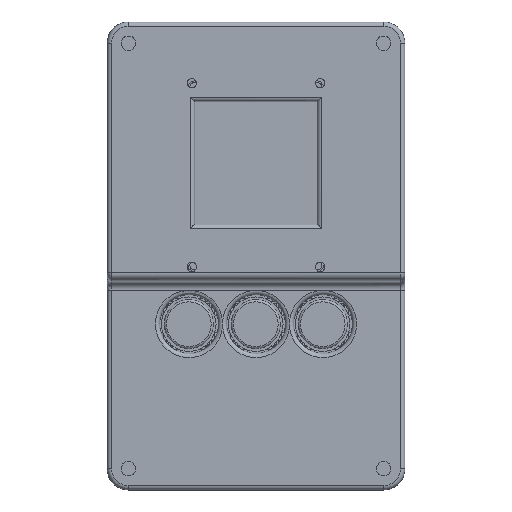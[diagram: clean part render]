
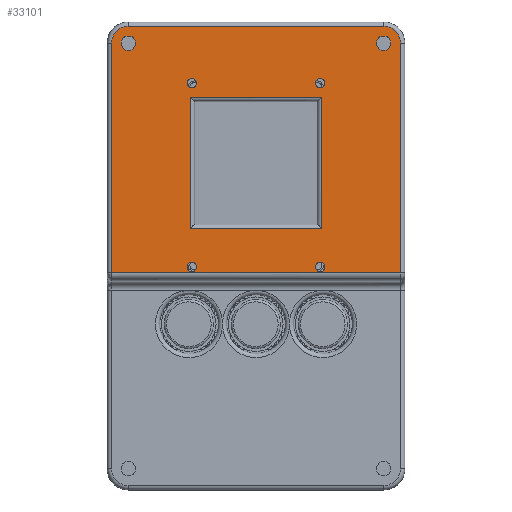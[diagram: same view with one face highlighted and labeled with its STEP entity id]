
A CAD part, top view. The second image highlights one B-rep face of the part: STEP entity #33101.
In plain terms, the highlighted planar face has unit normal (0, 0, 1).
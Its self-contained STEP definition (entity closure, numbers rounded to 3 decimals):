
#645=FACE_BOUND('',#5802,.T.);
#646=FACE_BOUND('',#5803,.T.);
#647=FACE_BOUND('',#5804,.T.);
#648=FACE_BOUND('',#5805,.T.);
#649=FACE_BOUND('',#5806,.T.);
#650=FACE_BOUND('',#5807,.T.);
#651=FACE_BOUND('',#5808,.T.);
#1607=CIRCLE('',#36372,4.);
#1622=CIRCLE('',#36395,4.);
#1623=CIRCLE('',#36397,1.1);
#1624=CIRCLE('',#36398,1.1);
#1625=CIRCLE('',#36399,1.1);
#1626=CIRCLE('',#36400,1.1);
#1627=CIRCLE('',#36401,1.7);
#1628=CIRCLE('',#36402,1.7);
#3884=FACE_OUTER_BOUND('',#5801,.T.);
#5801=EDGE_LOOP('',(#29344,#29345,#29346,#29347,#29348,#29349));
#5802=EDGE_LOOP('',(#29350,#29351,#29352,#29353));
#5803=EDGE_LOOP('',(#29354));
#5804=EDGE_LOOP('',(#29355));
#5805=EDGE_LOOP('',(#29356));
#5806=EDGE_LOOP('',(#29357));
#5807=EDGE_LOOP('',(#29358));
#5808=EDGE_LOOP('',(#29359));
#9421=LINE('',#55335,#13046);
#9424=LINE('',#55350,#13049);
#9432=LINE('',#55777,#13057);
#9433=LINE('',#55811,#13058);
#9435=LINE('',#55816,#13060);
#9436=LINE('',#55818,#13061);
#9437=LINE('',#55820,#13062);
#9438=LINE('',#55821,#13063);
#13046=VECTOR('',#45304,10.);
#13049=VECTOR('',#45321,10.);
#13057=VECTOR('',#45365,10.);
#13058=VECTOR('',#45372,10.);
#13060=VECTOR('',#45376,10.);
#13061=VECTOR('',#45377,10.);
#13062=VECTOR('',#45378,10.);
#13063=VECTOR('',#45379,10.);
#16260=VERTEX_POINT('',#55332);
#16261=VERTEX_POINT('',#55334);
#16263=VERTEX_POINT('',#55340);
#16265=VERTEX_POINT('',#55346);
#16279=VERTEX_POINT('',#55719);
#16281=VERTEX_POINT('',#55773);
#16283=VERTEX_POINT('',#55814);
#16284=VERTEX_POINT('',#55815);
#16285=VERTEX_POINT('',#55817);
#16286=VERTEX_POINT('',#55819);
#16287=VERTEX_POINT('',#55822);
#16288=VERTEX_POINT('',#55824);
#16289=VERTEX_POINT('',#55826);
#16290=VERTEX_POINT('',#55828);
#16291=VERTEX_POINT('',#55830);
#16292=VERTEX_POINT('',#55832);
#20830=EDGE_CURVE('',#16260,#16261,#9421,.T.);
#20835=EDGE_CURVE('',#16261,#16263,#1607,.T.);
#20838=EDGE_CURVE('',#16263,#16265,#9424,.T.);
#20862=EDGE_CURVE('',#16279,#16281,#9432,.T.);
#20864=EDGE_CURVE('',#16281,#16260,#1622,.T.);
#20865=EDGE_CURVE('',#16265,#16279,#9433,.T.);
#20867=EDGE_CURVE('',#16283,#16284,#9435,.T.);
#20868=EDGE_CURVE('',#16285,#16283,#9436,.T.);
#20869=EDGE_CURVE('',#16286,#16285,#9437,.T.);
#20870=EDGE_CURVE('',#16284,#16286,#9438,.T.);
#20871=EDGE_CURVE('',#16287,#16287,#1623,.T.);
#20872=EDGE_CURVE('',#16288,#16288,#1624,.T.);
#20873=EDGE_CURVE('',#16289,#16289,#1625,.T.);
#20874=EDGE_CURVE('',#16290,#16290,#1626,.T.);
#20875=EDGE_CURVE('',#16291,#16291,#1627,.T.);
#20876=EDGE_CURVE('',#16292,#16292,#1628,.T.);
#29344=ORIENTED_EDGE('',*,*,#20838,.F.);
#29345=ORIENTED_EDGE('',*,*,#20835,.F.);
#29346=ORIENTED_EDGE('',*,*,#20830,.F.);
#29347=ORIENTED_EDGE('',*,*,#20864,.F.);
#29348=ORIENTED_EDGE('',*,*,#20862,.F.);
#29349=ORIENTED_EDGE('',*,*,#20865,.F.);
#29350=ORIENTED_EDGE('',*,*,#20867,.F.);
#29351=ORIENTED_EDGE('',*,*,#20868,.F.);
#29352=ORIENTED_EDGE('',*,*,#20869,.F.);
#29353=ORIENTED_EDGE('',*,*,#20870,.F.);
#29354=ORIENTED_EDGE('',*,*,#20871,.T.);
#29355=ORIENTED_EDGE('',*,*,#20872,.T.);
#29356=ORIENTED_EDGE('',*,*,#20873,.T.);
#29357=ORIENTED_EDGE('',*,*,#20874,.T.);
#29358=ORIENTED_EDGE('',*,*,#20875,.F.);
#29359=ORIENTED_EDGE('',*,*,#20876,.F.);
#30919=PLANE('',#36396);
#33101=ADVANCED_FACE('',(#3884,#645,#646,#647,#648,#649,#650,#651),#30919,
 .T.);
#36372=AXIS2_PLACEMENT_3D('',#55344,#45314,#45315);
#36395=AXIS2_PLACEMENT_3D('',#55780,#45370,#45371);
#36396=AXIS2_PLACEMENT_3D('',#55813,#45374,#45375);
#36397=AXIS2_PLACEMENT_3D('',#55823,#45380,#45381);
#36398=AXIS2_PLACEMENT_3D('',#55825,#45382,#45383);
#36399=AXIS2_PLACEMENT_3D('',#55827,#45384,#45385);
#36400=AXIS2_PLACEMENT_3D('',#55829,#45386,#45387);
#36401=AXIS2_PLACEMENT_3D('',#55831,#45388,#45389);
#36402=AXIS2_PLACEMENT_3D('',#55833,#45390,#45391);
#45304=DIRECTION('',(1.,0.,0.));
#45314=DIRECTION('center_axis',(0.,0.,-1.));
#45315=DIRECTION('ref_axis',(0.707,0.707,0.));
#45321=DIRECTION('',(0.,-1.,0.));
#45365=DIRECTION('',(0.,1.,0.));
#45370=DIRECTION('center_axis',(0.,0.,-1.));
#45371=DIRECTION('ref_axis',(-0.707,0.707,0.));
#45372=DIRECTION('',(-1.,0.,0.));
#45374=DIRECTION('center_axis',(0.,0.,1.));
#45375=DIRECTION('ref_axis',(1.,0.,0.));
#45376=DIRECTION('',(-1.,0.,0.));
#45377=DIRECTION('',(0.,1.,0.));
#45378=DIRECTION('',(1.,0.,0.));
#45379=DIRECTION('',(0.,-1.,0.));
#45380=DIRECTION('center_axis',(0.,0.,-1.));
#45381=DIRECTION('ref_axis',(1.,0.,0.));
#45382=DIRECTION('center_axis',(0.,0.,-1.));
#45383=DIRECTION('ref_axis',(1.,0.,0.));
#45384=DIRECTION('center_axis',(0.,0.,-1.));
#45385=DIRECTION('ref_axis',(1.,0.,0.));
#45386=DIRECTION('center_axis',(0.,0.,-1.));
#45387=DIRECTION('ref_axis',(1.,0.,0.));
#45388=DIRECTION('center_axis',(0.,0.,1.));
#45389=DIRECTION('ref_axis',(1.,0.,0.));
#45390=DIRECTION('center_axis',(0.,0.,1.));
#45391=DIRECTION('ref_axis',(1.,0.,0.));
#55332=CARTESIAN_POINT('',(5.,109.,10.5));
#55334=CARTESIAN_POINT('',(65.,109.,10.5));
#55335=CARTESIAN_POINT('',(52.5,109.,10.5));
#55340=CARTESIAN_POINT('',(69.,105.,10.5));
#55344=CARTESIAN_POINT('Origin',(65.,105.,10.5));
#55346=CARTESIAN_POINT('',(69.,51.,10.5));
#55350=CARTESIAN_POINT('',(69.,24.,10.5));
#55719=CARTESIAN_POINT('',(1.,51.,10.5));
#55773=CARTESIAN_POINT('',(1.,105.,10.5));
#55777=CARTESIAN_POINT('',(1.,47.5,10.5));
#55780=CARTESIAN_POINT('Origin',(5.,105.,10.5));
#55811=CARTESIAN_POINT('',(70.,51.,10.5));
#55813=CARTESIAN_POINT('Origin',(35.,48.,10.5));
#55814=CARTESIAN_POINT('',(50.43,92.3,10.5));
#55815=CARTESIAN_POINT('',(19.57,92.3,10.5));
#55816=CARTESIAN_POINT('',(27.785,92.3,10.5));
#55817=CARTESIAN_POINT('',(50.43,61.44,10.5));
#55818=CARTESIAN_POINT('',(50.43,69.65,10.5));
#55819=CARTESIAN_POINT('',(19.57,61.44,10.5));
#55820=CARTESIAN_POINT('',(42.215,61.44,10.5));
#55821=CARTESIAN_POINT('',(19.57,55.22,10.5));
#55822=CARTESIAN_POINT('',(49.,95.6,10.5));
#55823=CARTESIAN_POINT('Origin',(50.1,95.6,10.5));
#55824=CARTESIAN_POINT('',(18.8,95.6,10.5));
#55825=CARTESIAN_POINT('Origin',(19.9,95.6,10.5));
#55826=CARTESIAN_POINT('',(18.8,52.4,10.5));
#55827=CARTESIAN_POINT('Origin',(19.9,52.4,10.5));
#55828=CARTESIAN_POINT('',(49.,52.4,10.5));
#55829=CARTESIAN_POINT('Origin',(50.1,52.4,10.5));
#55830=CARTESIAN_POINT('',(63.3,105.,10.5));
#55831=CARTESIAN_POINT('Origin',(65.,105.,10.5));
#55832=CARTESIAN_POINT('',(3.3,105.,10.5));
#55833=CARTESIAN_POINT('Origin',(5.,105.,10.5));
